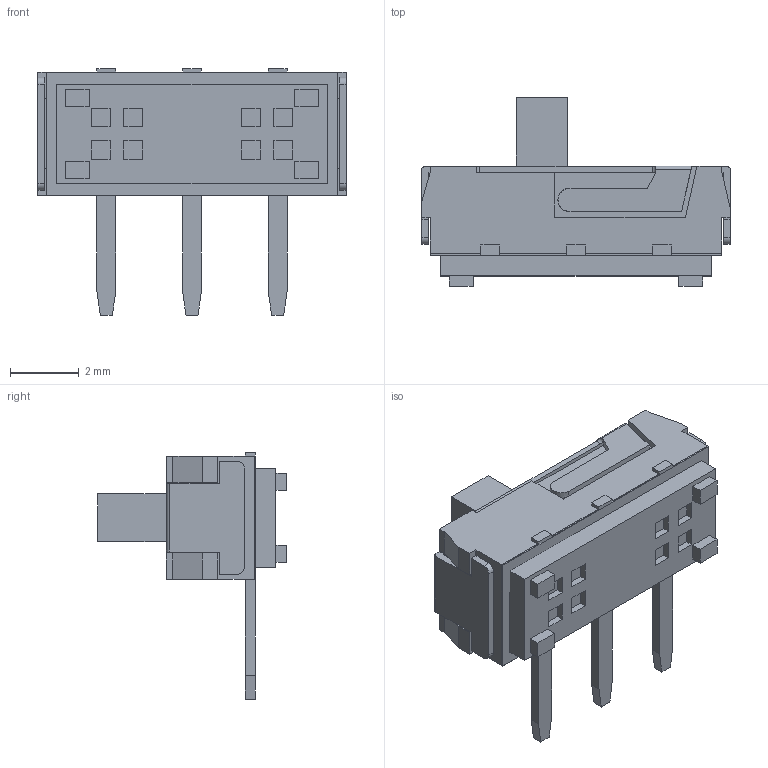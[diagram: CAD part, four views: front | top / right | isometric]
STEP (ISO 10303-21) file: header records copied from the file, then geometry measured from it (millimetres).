
FILE_DESCRIPTION(('FreeCAD Model'),'2;1');
FILE_NAME('Open CASCADE Shape Model','2023-01-23T01:32:31',(''),(''), 'Open CASCADE STEP processor 7.6','FreeCAD','Unknown');
FILE_SCHEMA(('AUTOMOTIVE_DESIGN { 1 0 10303 214 1 1 1 1 }'));
Length unit declared in the file: millimetre
Products named in the file (3): modify; sk-3260d-01-l1; Cube
Assembly tree (2 placements, depth 2):
  modify
    sk-3260d-01-l1
    Cube
Bounding box: 9 x 5.5 x 7.2 mm (x, y, z)
Volume: 102.2 mm3; surface area: 269.7 mm2
Topology: 2 solids, 2 shells, 231 faces, 630 edges, 419 vertices
Faces by surface type: plane 213, cylinder 17, extrusion 1
Entity records: 16346 total; most frequent: CARTESIAN_POINT 2800, DIRECTION 2366, VECTOR 1817, LINE 1816, ORIENTED_EDGE 1260, PCURVE 1260, DEFINITIONAL_REPRESENTATION 1260, EDGE_CURVE 630
